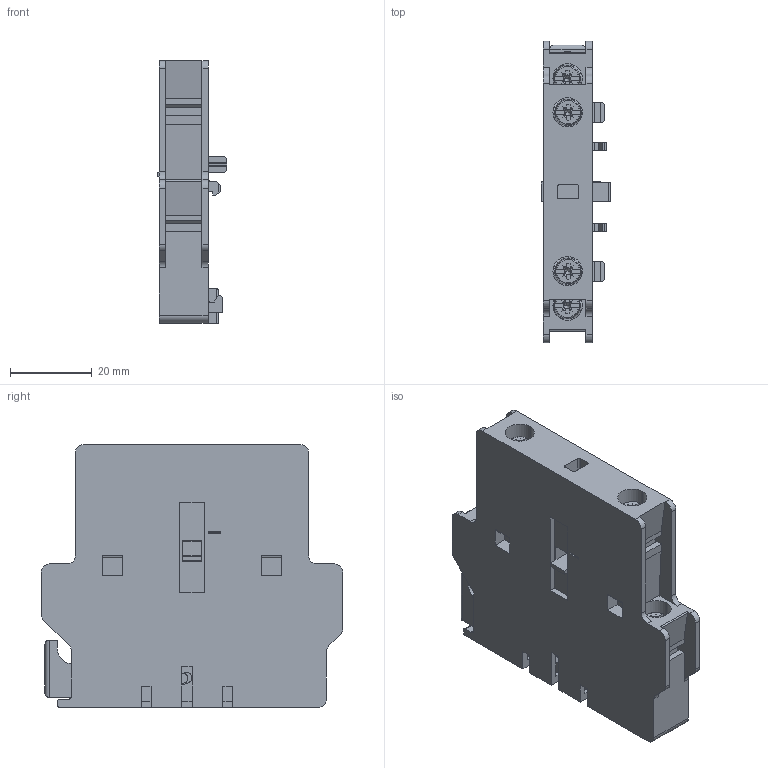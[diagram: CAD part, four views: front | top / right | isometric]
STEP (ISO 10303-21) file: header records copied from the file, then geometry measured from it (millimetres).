
FILE_DESCRIPTION((''),'2;1');
FILE_NAME('10003610716_ASM','2018-03-14T',('cwyrsch'),('Rockwell Automation Switzerland GmbH'),'PRO/ENGINEER BY PARAMETRIC TECHNOLOGY CORPORATION, 2015440','PRO/ENGINEER BY PARAMETRIC TECHNOLOGY CORPORATION, 2015440','');
FILE_SCHEMA(('AUTOMOTIVE_DESIGN { 1 0 10303 214 1 1 1 1 }'));
Length unit declared in the file: millimetre
Products named in the file (3): 10002701199; 10002701200; 10003610716_ASM
Assembly tree (5 placements, depth 2):
  10003610716_ASM
    10002701199
    10002701200  x4
Bounding box: 17.1 x 74 x 64.5 mm (x, y, z)
Volume: 43551.4 mm3; surface area: 19066.3 mm2
Topology: 5 solids, 5 shells, 618 faces, 1755 edges, 1152 vertices
Faces by surface type: plane 379, cylinder 167, cone 64, torus 8
Entity records: 17280 total; most frequent: CARTESIAN_POINT 2766, ORIENTED_EDGE 2342, DIRECTION 2147, PRESENTATION_STYLE_ASSIGNMENT 1173, STYLED_ITEM 1173, CURVE_STYLE 1171, EDGE_CURVE 1171, VECTOR 909
